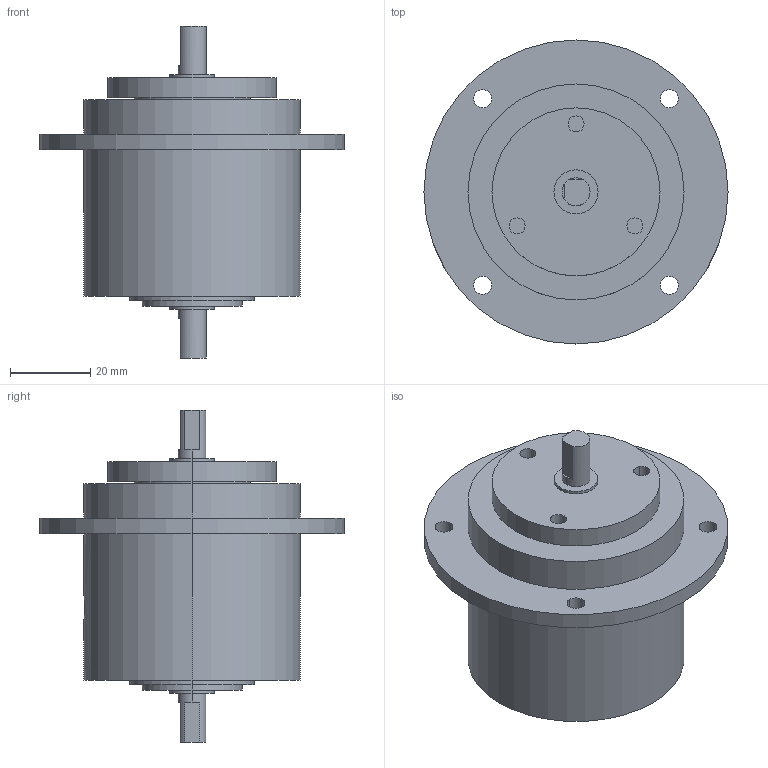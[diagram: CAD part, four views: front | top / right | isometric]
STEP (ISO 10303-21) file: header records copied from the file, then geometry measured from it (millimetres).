
FILE_DESCRIPTION (( 'STEP AP203' ), '1' );
FILE_NAME ('OPC 10_25186500.STEP', '2016-03-04T00:23:16', ( ' ' ), ( '' ), 'SwSTEP 2.0', 'SolidWorks 2009', '' );
FILE_SCHEMA (( 'CONFIG_CONTROL_DESIGN' ));
Length unit declared in the file: millimetre
Products named in the file (1): OPC 10_25186500
Bounding box: 76 x 76 x 83 mm (x, y, z)
Volume: 130462.8 mm3; surface area: 20930.5 mm2
Topology: 1 solids, 1 shells, 59 faces, 138 edges, 92 vertices
Faces by surface type: cylinder 38, plane 21
Entity records: 1901 total; most frequent: CARTESIAN_POINT 356, DIRECTION 338, ORIENTED_EDGE 276, AXIS2_PLACEMENT_3D 142, EDGE_CURVE 138, VERTEX_POINT 92, EDGE_LOOP 84, CIRCLE 82
